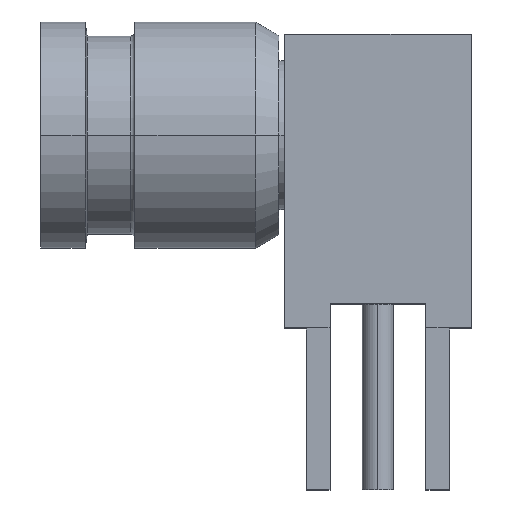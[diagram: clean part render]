
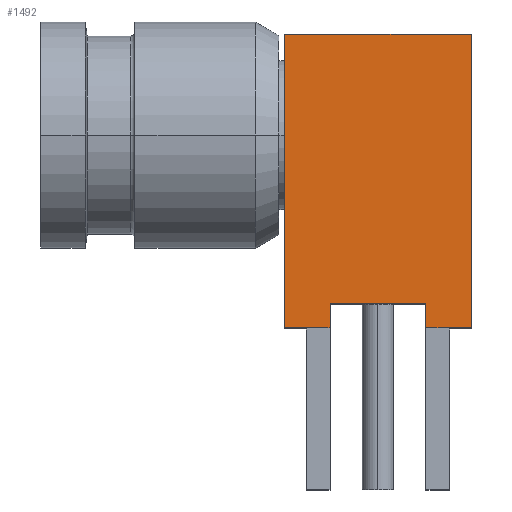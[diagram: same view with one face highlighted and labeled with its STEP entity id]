
A CAD part, top view. The second image highlights one B-rep face of the part: STEP entity #1492.
In plain terms, the highlighted planar face has unit normal (0, 0, 1).
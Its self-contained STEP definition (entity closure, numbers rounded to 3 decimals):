
#16 = ORIENTED_EDGE ( 'NONE', *, *, #83, .F. ) ;
#20 = ORIENTED_EDGE ( 'NONE', *, *, #51, .F. ) ;
#22 = ORIENTED_EDGE ( 'NONE', *, *, #160, .F. ) ;
#23 = EDGE_CURVE ( 'NONE', #333, #327, #334, .T. ) ;
#47 = EDGE_CURVE ( 'NONE', #331, #1534, #416, .T. ) ;
#51 = EDGE_CURVE ( 'NONE', #327, #325, #428, .T. ) ;
#74 = EDGE_CURVE ( 'NONE', #312, #1724, #494, .T. ) ;
#80 = EDGE_CURVE ( 'NONE', #1724, #1708, #519, .T. ) ;
#83 = EDGE_CURVE ( 'NONE', #1534, #333, #528, .T. ) ;
#91 = EDGE_CURVE ( 'NONE', #331, #1708, #551, .T. ) ;
#160 = EDGE_CURVE ( 'NONE', #325, #312, #770, .T. ) ;
#207 = CARTESIAN_POINT ( 'NONE',  ( 3.531, -4.089, 0. ) ) ;
#242 = EDGE_LOOP ( 'NONE', ( #1561, #1482, #1544, #22, #20, #1479, #16, #1582 ) ) ;
#312 = VERTEX_POINT ( 'NONE', #904 ) ;
#325 = VERTEX_POINT ( 'NONE', #931 ) ;
#327 = VERTEX_POINT ( 'NONE', #933 ) ;
#331 = VERTEX_POINT ( 'NONE', #937 ) ;
#333 = VERTEX_POINT ( 'NONE', #939 ) ;
#334 = LINE ( 'NONE', #207, #1332 ) ;
#336 = DIRECTION ( 'NONE',  ( -1., 0., 0. ) ) ;
#416 = LINE ( 'NONE', #417, #1374 ) ;
#417 = CARTESIAN_POINT ( 'NONE',  ( 3.531, -3.581, 0. ) ) ;
#418 = DIRECTION ( 'NONE',  ( -1., 0., 0. ) ) ;
#428 = LINE ( 'NONE', #429, #1375 ) ;
#429 = CARTESIAN_POINT ( 'NONE',  ( 1.55, 2.134, 0. ) ) ;
#430 = DIRECTION ( 'NONE',  ( 0., 1., 0. ) ) ;
#490 = CARTESIAN_POINT ( 'NONE',  ( 5.512, 2.134, 0. ) ) ;
#494 = LINE ( 'NONE', #490, #1382 ) ;
#498 = DIRECTION ( 'NONE',  ( 0., -1., 0. ) ) ;
#519 = LINE ( 'NONE', #520, #1367 ) ;
#520 = CARTESIAN_POINT ( 'NONE',  ( 3.531, -4.089, 0. ) ) ;
#521 = DIRECTION ( 'NONE',  ( -1., 0., 0. ) ) ;
#528 = LINE ( 'NONE', #529, #1392 ) ;
#529 = CARTESIAN_POINT ( 'NONE',  ( 2.515, -3.581, 0. ) ) ;
#530 = DIRECTION ( 'NONE',  ( 0., -1., 0. ) ) ;
#551 = LINE ( 'NONE', #553, #1405 ) ;
#553 = CARTESIAN_POINT ( 'NONE',  ( 4.547, -3.581, 0. ) ) ;
#554 = DIRECTION ( 'NONE',  ( 0., -1., 0. ) ) ;
#770 = LINE ( 'NONE', #771, #1647 ) ;
#771 = CARTESIAN_POINT ( 'NONE',  ( -0.001, 2.134, 0. ) ) ;
#772 = DIRECTION ( 'NONE',  ( 1., 0., 0. ) ) ;
#904 = CARTESIAN_POINT ( 'NONE',  ( 5.512, 2.134, 0. ) ) ;
#931 = CARTESIAN_POINT ( 'NONE',  ( 1.55, 2.134, 0. ) ) ;
#933 = CARTESIAN_POINT ( 'NONE',  ( 1.55, -4.089, 0. ) ) ;
#937 = CARTESIAN_POINT ( 'NONE',  ( 4.547, -3.581, 0. ) ) ;
#939 = CARTESIAN_POINT ( 'NONE',  ( 2.515, -4.089, 0. ) ) ;
#975 = CARTESIAN_POINT ( 'NONE',  ( -0.001, 2.134, 0. ) ) ;
#983 = FACE_OUTER_BOUND ( 'NONE', #242, .T. ) ;
#984 = PLANE ( 'NONE',  #1681 ) ;
#986 = DIRECTION ( 'NONE',  ( 0., 0., 1. ) ) ;
#987 = DIRECTION ( 'NONE',  ( 0., -1., 0. ) ) ;
#1092 = CARTESIAN_POINT ( 'NONE',  ( 2.515, -3.581, 0. ) ) ;
#1133 = CARTESIAN_POINT ( 'NONE',  ( 4.547, -4.089, 0. ) ) ;
#1145 = CARTESIAN_POINT ( 'NONE',  ( 5.512, -4.089, 0. ) ) ;
#1332 = VECTOR ( 'NONE', #336, 1000. ) ;
#1367 = VECTOR ( 'NONE', #521, 1000. ) ;
#1374 = VECTOR ( 'NONE', #418, 1000. ) ;
#1375 = VECTOR ( 'NONE', #430, 1000. ) ;
#1382 = VECTOR ( 'NONE', #498, 1000. ) ;
#1392 = VECTOR ( 'NONE', #530, 1000. ) ;
#1405 = VECTOR ( 'NONE', #554, 1000. ) ;
#1479 = ORIENTED_EDGE ( 'NONE', *, *, #23, .F. ) ;
#1482 = ORIENTED_EDGE ( 'NONE', *, *, #80, .F. ) ;
#1492 = ADVANCED_FACE ( 'NONE', ( #983 ), #984, .T. ) ;
#1534 = VERTEX_POINT ( 'NONE', #1092 ) ;
#1544 = ORIENTED_EDGE ( 'NONE', *, *, #74, .F. ) ;
#1561 = ORIENTED_EDGE ( 'NONE', *, *, #91, .T. ) ;
#1582 = ORIENTED_EDGE ( 'NONE', *, *, #47, .F. ) ;
#1647 = VECTOR ( 'NONE', #772, 1000. ) ;
#1681 = AXIS2_PLACEMENT_3D ( 'NONE', #975, #986, #987 ) ;
#1708 = VERTEX_POINT ( 'NONE', #1133 ) ;
#1724 = VERTEX_POINT ( 'NONE', #1145 ) ;
